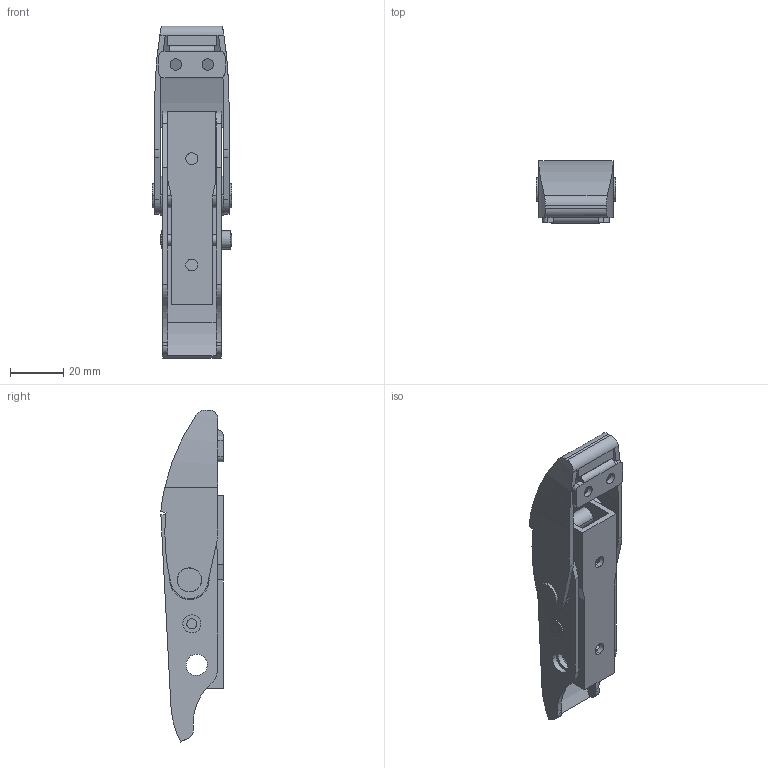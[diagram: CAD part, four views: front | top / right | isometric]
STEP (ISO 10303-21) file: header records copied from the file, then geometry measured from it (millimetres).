
FILE_DESCRIPTION (( 'STEP AP203' ), '1' );
FILE_NAME ('sone3D.STEP', '2017-10-31T09:18:53', ( '' ), ( '' ), 'SwSTEP 2.0', 'SolidWorks 2014', '' );
FILE_SCHEMA (( 'CONFIG_CONTROL_DESIGN' ));
Length unit declared in the file: millimetre
Products named in the file (5): C-1321-2僼僢僋僾儗乕僩_; sone3D; C-1321-2取付ベース_; C-1321-2受け_; C-1321-2儗僶乕僾儗乕僩_
Assembly tree (4 placements, depth 2):
  sone3D
    C-1321-2取付ベース_
    C-1321-2受け_
    C-1321-2儗僶乕僾儗乕僩_
    C-1321-2僼僢僋僾儗乕僩_
Bounding box: 30.1 x 23.53 x 125.06 mm (x, y, z)
Volume: 24242 mm3; surface area: 25699.6 mm2
Topology: 4 solids, 4 shells, 194 faces, 512 edges, 337 vertices
Faces by surface type: cylinder 105, plane 87, sphere 2
Entity records: 6730 total; most frequent: CARTESIAN_POINT 1169, DIRECTION 1102, ORIENTED_EDGE 1024, EDGE_CURVE 512, AXIS2_PLACEMENT_3D 401, VERTEX_POINT 337, VECTOR 300, LINE 300
